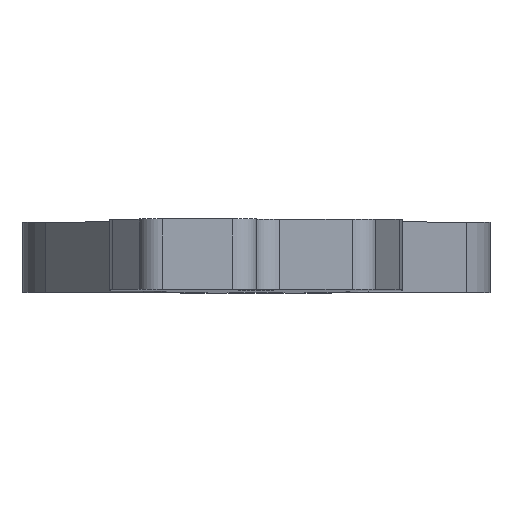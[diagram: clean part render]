
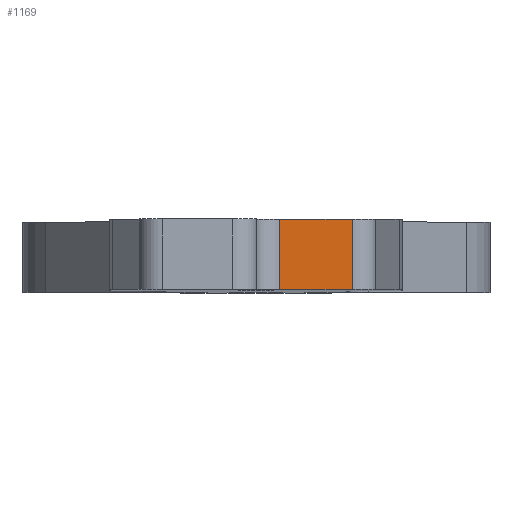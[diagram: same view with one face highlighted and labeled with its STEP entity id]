
A CAD part, top view. The second image highlights one B-rep face of the part: STEP entity #1169.
In plain terms, the highlighted planar face has unit normal (0, 0, 1).
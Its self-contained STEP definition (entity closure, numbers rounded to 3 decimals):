
#51=PLANE('',#1309);
#101=FACE_OUTER_BOUND('',#166,.T.);
#166=EDGE_LOOP('',(#986,#987,#988,#989));
#205=LINE('',#1751,#307);
#272=LINE('',#1982,#374);
#273=LINE('',#1985,#375);
#274=LINE('',#1986,#376);
#307=VECTOR('',#1385,10.);
#374=VECTOR('',#1626,10.);
#375=VECTOR('',#1629,10.);
#376=VECTOR('',#1630,10.);
#491=VERTEX_POINT('',#1748);
#492=VERTEX_POINT('',#1750);
#569=VERTEX_POINT('',#1980);
#570=VERTEX_POINT('',#1984);
#612=EDGE_CURVE('',#492,#491,#205,.T.);
#728=EDGE_CURVE('',#491,#569,#272,.T.);
#729=EDGE_CURVE('',#570,#569,#273,.T.);
#730=EDGE_CURVE('',#492,#570,#274,.T.);
#986=ORIENTED_EDGE('',*,*,#612,.T.);
#987=ORIENTED_EDGE('',*,*,#728,.T.);
#988=ORIENTED_EDGE('',*,*,#729,.F.);
#989=ORIENTED_EDGE('',*,*,#730,.F.);
#1169=ADVANCED_FACE('',(#101),#51,.T.);
#1309=AXIS2_PLACEMENT_3D('',#1983,#1627,#1628);
#1385=DIRECTION('',(1.,0.,0.));
#1626=DIRECTION('',(0.,1.,0.));
#1627=DIRECTION('center_axis',(0.,0.,1.));
#1628=DIRECTION('ref_axis',(1.,0.,0.));
#1629=DIRECTION('',(1.,0.,0.));
#1630=DIRECTION('',(0.,1.,0.));
#1748=CARTESIAN_POINT('',(8.234,0.,156.5));
#1750=CARTESIAN_POINT('',(2.,0.,156.5));
#1751=CARTESIAN_POINT('',(2.,0.,156.5));
#1980=CARTESIAN_POINT('',(8.234,6.,156.5));
#1982=CARTESIAN_POINT('',(8.234,0.,156.5));
#1983=CARTESIAN_POINT('Origin',(2.,0.,156.5));
#1984=CARTESIAN_POINT('',(2.,6.,156.5));
#1985=CARTESIAN_POINT('',(2.,6.,156.5));
#1986=CARTESIAN_POINT('',(2.,0.,156.5));
